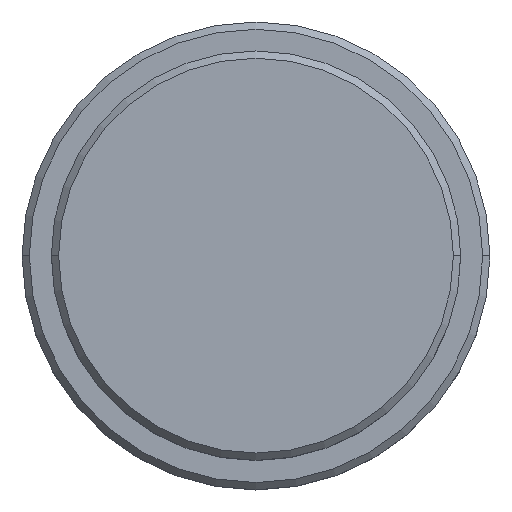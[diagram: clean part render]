
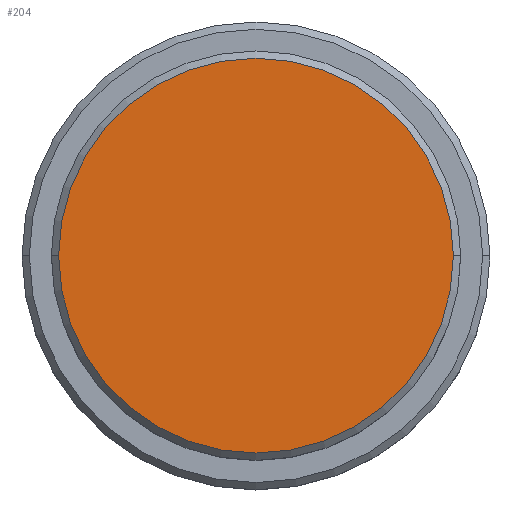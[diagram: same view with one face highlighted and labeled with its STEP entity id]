
A CAD part, top view. The second image highlights one B-rep face of the part: STEP entity #204.
In plain terms, the highlighted planar face has unit normal (0, 0, 1).
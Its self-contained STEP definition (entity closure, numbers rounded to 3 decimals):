
#78 = EDGE_CURVE ( 'NONE', #1151, #286, #314, .T. ) ;
#93 = CIRCLE ( 'NONE', #895, 13.5 ) ;
#108 = DIRECTION ( 'NONE',  ( 1., 0., 0. ) ) ;
#167 = DIRECTION ( 'NONE',  ( 1., 0., 0. ) ) ;
#204 = ADVANCED_FACE ( 'NONE', ( #425 ), #757, .T. ) ;
#224 = CARTESIAN_POINT ( 'NONE',  ( -13.5, 0., 0. ) ) ;
#286 = VERTEX_POINT ( 'NONE', #224 ) ;
#298 = EDGE_CURVE ( 'NONE', #286, #1151, #93, .T. ) ;
#302 = CARTESIAN_POINT ( 'NONE',  ( 13.5, 0., 0. ) ) ;
#308 = DIRECTION ( 'NONE',  ( 0., 0., 1. ) ) ;
#314 = CIRCLE ( 'NONE', #798, 13.5 ) ;
#327 = EDGE_LOOP ( 'NONE', ( #1125, #689 ) ) ;
#425 = FACE_OUTER_BOUND ( 'NONE', #327, .T. ) ;
#503 = CARTESIAN_POINT ( 'NONE',  ( 0., 0., 0. ) ) ;
#562 = DIRECTION ( 'NONE',  ( 1., 0., 0. ) ) ;
#671 = DIRECTION ( 'NONE',  ( 0., 0., 1. ) ) ;
#689 = ORIENTED_EDGE ( 'NONE', *, *, #78, .T. ) ;
#757 = PLANE ( 'NONE',  #917 ) ;
#798 = AXIS2_PLACEMENT_3D ( 'NONE', #503, #852, #167 ) ;
#852 = DIRECTION ( 'NONE',  ( 0., 0., 1. ) ) ;
#889 = CARTESIAN_POINT ( 'NONE',  ( 0., 0., 0. ) ) ;
#895 = AXIS2_PLACEMENT_3D ( 'NONE', #889, #671, #562 ) ;
#917 = AXIS2_PLACEMENT_3D ( 'NONE', #1191, #308, #108 ) ;
#1125 = ORIENTED_EDGE ( 'NONE', *, *, #298, .T. ) ;
#1151 = VERTEX_POINT ( 'NONE', #302 ) ;
#1191 = CARTESIAN_POINT ( 'NONE',  ( 0., 0., 0. ) ) ;
